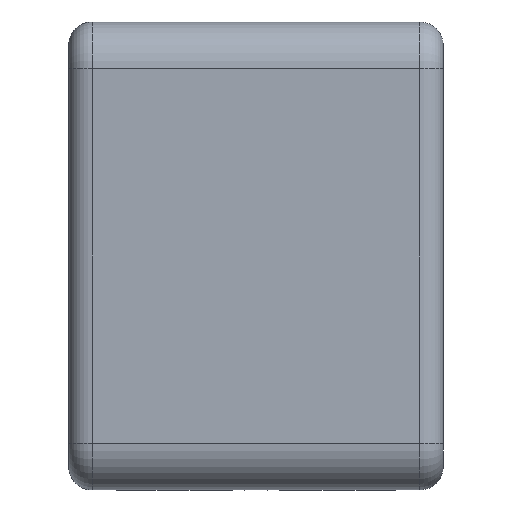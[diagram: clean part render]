
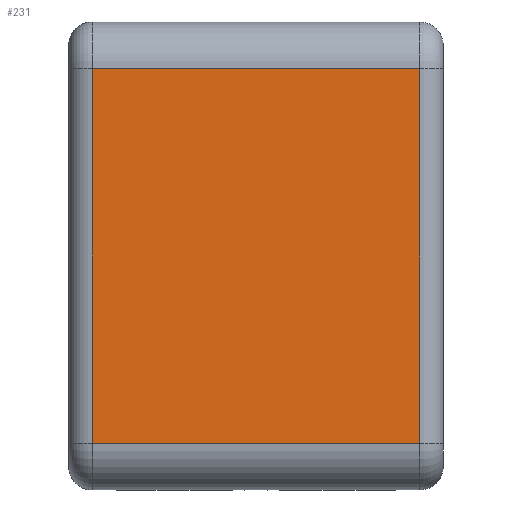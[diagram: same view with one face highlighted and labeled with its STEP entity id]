
A CAD part, left-side view. The second image highlights one B-rep face of the part: STEP entity #231.
In plain terms, the highlighted planar face has unit normal (-1, 0, 0).
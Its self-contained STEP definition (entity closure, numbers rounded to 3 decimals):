
#231 = ADVANCED_FACE( 'NONE', ( #477 ), #478, .F. );
#477 = FACE_OUTER_BOUND( '', #719, .T. );
#478 = PLANE( '', #720 );
#719 = EDGE_LOOP( '', ( #1334, #1335, #1336, #1337 ) );
#720 = AXIS2_PLACEMENT_3D( '', #1338, #1339, #1340 );
#1334 = ORIENTED_EDGE( '', *, *, #1575, .T. );
#1335 = ORIENTED_EDGE( '', *, *, #1524, .T. );
#1336 = ORIENTED_EDGE( '', *, *, #1562, .T. );
#1337 = ORIENTED_EDGE( '', *, *, #1460, .T. );
#1338 = CARTESIAN_POINT( '', ( -20., -12., 15. ) );
#1339 = DIRECTION( '', ( 1., 0., 0. ) );
#1340 = DIRECTION( '', ( 0., 1., 0. ) );
#1460 = EDGE_CURVE( 'NONE', #1768, #1766, #1769, .T. );
#1524 = EDGE_CURVE( 'NONE', #1863, #1779, #1867, .T. );
#1562 = EDGE_CURVE( 'NONE', #1779, #1768, #1915, .T. );
#1575 = EDGE_CURVE( 'NONE', #1766, #1863, #1931, .T. );
#1766 = VERTEX_POINT( 'NONE', #2231 );
#1768 = VERTEX_POINT( 'NONE', #2233 );
#1769 = LINE( '', #2234, #2235 );
#1779 = VERTEX_POINT( 'NONE', #2248 );
#1863 = VERTEX_POINT( 'NONE', #2357 );
#1867 = LINE( '', #2362, #2363 );
#1915 = LINE( '', #2430, #2431 );
#1931 = LINE( '', #2452, #2453 );
#2231 = CARTESIAN_POINT( '', ( -20., 10.5, -12. ) );
#2233 = CARTESIAN_POINT( '', ( -20., 10.5, 12. ) );
#2234 = CARTESIAN_POINT( '', ( -20., 10.5, 15. ) );
#2235 = VECTOR( '', #2641, 1000. );
#2248 = CARTESIAN_POINT( '', ( -20., -10.5, 12. ) );
#2357 = CARTESIAN_POINT( '', ( -20., -10.5, -12. ) );
#2362 = CARTESIAN_POINT( '', ( -20., -10.5, 15. ) );
#2363 = VECTOR( '', #2731, 1000. );
#2430 = CARTESIAN_POINT( '', ( -20., 12., 12. ) );
#2431 = VECTOR( '', #2766, 1000. );
#2452 = CARTESIAN_POINT( '', ( -20., -12., -12. ) );
#2453 = VECTOR( '', #2781, 1000. );
#2641 = DIRECTION( '', ( 0., 0., -1. ) );
#2731 = DIRECTION( '', ( 0., 0., 1. ) );
#2766 = DIRECTION( '', ( 0., 1., 0. ) );
#2781 = DIRECTION( '', ( 0., -1., 0. ) );
